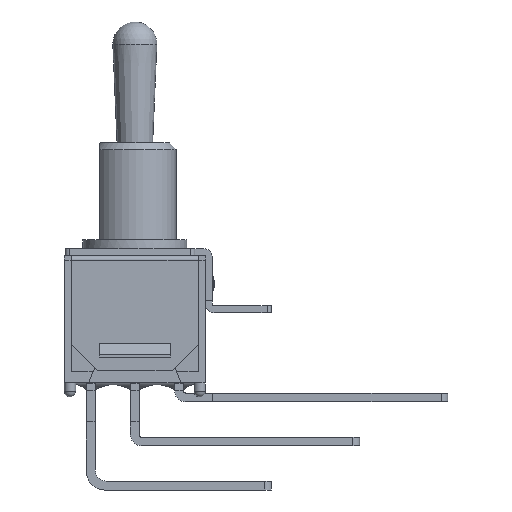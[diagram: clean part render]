
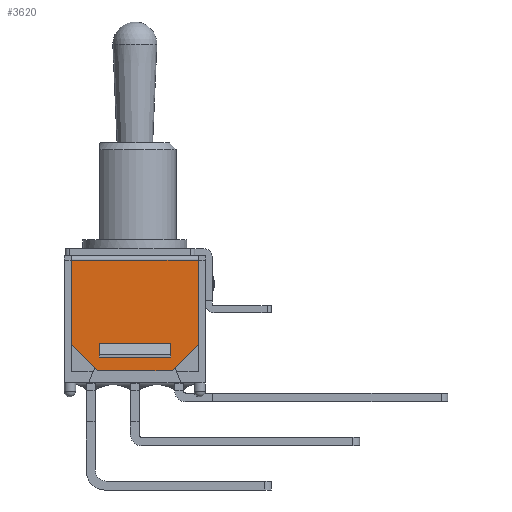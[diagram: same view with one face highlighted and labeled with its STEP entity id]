
A CAD part, front view. The second image highlights one B-rep face of the part: STEP entity #3620.
In plain terms, the highlighted planar face has unit normal (0, -1, 0).
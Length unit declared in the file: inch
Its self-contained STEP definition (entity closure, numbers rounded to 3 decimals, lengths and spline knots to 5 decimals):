
#36=FACE_BOUND('',#403,.T.);
#202=FACE_OUTER_BOUND('',#402,.T.);
#402=EDGE_LOOP('',(#2922,#2923,#2924,#2925,#2926,#2927));
#403=EDGE_LOOP('',(#2928,#2929,#2930,#2931,#2932,#2933));
#802=LINE('',#5787,#1222);
#830=LINE('',#5848,#1250);
#831=LINE('',#5852,#1251);
#832=LINE('',#5854,#1252);
#833=LINE('',#5856,#1253);
#834=LINE('',#5858,#1254);
#835=LINE('',#5859,#1255);
#836=LINE('',#5861,#1256);
#837=LINE('',#5863,#1257);
#838=LINE('',#5865,#1258);
#839=LINE('',#5867,#1259);
#840=LINE('',#5868,#1260);
#1222=VECTOR('',#4608,0.3937);
#1250=VECTOR('',#4658,0.3937);
#1251=VECTOR('',#4663,0.3937);
#1252=VECTOR('',#4664,0.3937);
#1253=VECTOR('',#4665,0.3937);
#1254=VECTOR('',#4666,0.3937);
#1255=VECTOR('',#4667,0.3937);
#1256=VECTOR('',#4668,0.3937);
#1257=VECTOR('',#4669,0.3937);
#1258=VECTOR('',#4670,0.3937);
#1259=VECTOR('',#4671,0.3937);
#1260=VECTOR('',#4672,0.3937);
#1624=VERTEX_POINT('',#5783);
#1626=VERTEX_POINT('',#5786);
#1647=VERTEX_POINT('',#5845);
#1648=VERTEX_POINT('',#5847);
#1649=VERTEX_POINT('',#5851);
#1650=VERTEX_POINT('',#5853);
#1651=VERTEX_POINT('',#5855);
#1652=VERTEX_POINT('',#5857);
#1653=VERTEX_POINT('',#5860);
#1654=VERTEX_POINT('',#5862);
#1655=VERTEX_POINT('',#5864);
#1656=VERTEX_POINT('',#5866);
#2069=EDGE_CURVE('',#1626,#1624,#802,.T.);
#2098=EDGE_CURVE('',#1647,#1648,#830,.T.);
#2100=EDGE_CURVE('',#1647,#1649,#831,.T.);
#2101=EDGE_CURVE('',#1649,#1650,#832,.T.);
#2102=EDGE_CURVE('',#1651,#1650,#833,.T.);
#2103=EDGE_CURVE('',#1651,#1652,#834,.T.);
#2104=EDGE_CURVE('',#1652,#1648,#835,.T.);
#2105=EDGE_CURVE('',#1653,#1624,#836,.T.);
#2106=EDGE_CURVE('',#1654,#1653,#837,.T.);
#2107=EDGE_CURVE('',#1655,#1654,#838,.T.);
#2108=EDGE_CURVE('',#1655,#1656,#839,.T.);
#2109=EDGE_CURVE('',#1656,#1626,#840,.T.);
#2922=ORIENTED_EDGE('',*,*,#2098,.F.);
#2923=ORIENTED_EDGE('',*,*,#2100,.T.);
#2924=ORIENTED_EDGE('',*,*,#2101,.T.);
#2925=ORIENTED_EDGE('',*,*,#2102,.F.);
#2926=ORIENTED_EDGE('',*,*,#2103,.T.);
#2927=ORIENTED_EDGE('',*,*,#2104,.T.);
#2928=ORIENTED_EDGE('',*,*,#2069,.T.);
#2929=ORIENTED_EDGE('',*,*,#2105,.F.);
#2930=ORIENTED_EDGE('',*,*,#2106,.F.);
#2931=ORIENTED_EDGE('',*,*,#2107,.F.);
#2932=ORIENTED_EDGE('',*,*,#2108,.T.);
#2933=ORIENTED_EDGE('',*,*,#2109,.T.);
#3434=PLANE('',#3916);
#3620=ADVANCED_FACE('',(#202,#36),#3434,.T.);
#3916=AXIS2_PLACEMENT_3D('',#5850,#4661,#4662);
#4608=DIRECTION('',(0.,0.,-1.));
#4658=DIRECTION('',(1.,0.,0.));
#4661=DIRECTION('center_axis',(0.,-1.,0.));
#4662=DIRECTION('ref_axis',(0.,0.,1.));
#4663=DIRECTION('',(0.,0.,-1.));
#4664=DIRECTION('',(0.707,0.,-0.707));
#4665=DIRECTION('',(-1.,0.,0.));
#4666=DIRECTION('',(0.707,0.,0.707));
#4667=DIRECTION('',(0.,0.,1.));
#4668=DIRECTION('',(0.,0.,1.));
#4669=DIRECTION('',(1.,0.,0.));
#4670=DIRECTION('',(0.,0.,-1.));
#4671=DIRECTION('',(0.,0.,1.));
#4672=DIRECTION('',(1.,0.,0.));
#5783=CARTESIAN_POINT('',(0.0813,-0.1,0.06443));
#5786=CARTESIAN_POINT('',(0.0813,-0.1,0.08976));
#5787=CARTESIAN_POINT('',(0.0813,-0.1,0.05866));
#5845=CARTESIAN_POINT('',(-0.1437,-0.1,0.27874));
#5847=CARTESIAN_POINT('',(0.1437,-0.1,0.27874));
#5848=CARTESIAN_POINT('',(0.08002,-0.1,0.27874));
#5850=CARTESIAN_POINT('Origin',(0.16004,-0.1,0.02756));
#5851=CARTESIAN_POINT('',(-0.1437,-0.1,0.08661));
#5852=CARTESIAN_POINT('',(-0.1437,-0.1,0.15315));
#5853=CARTESIAN_POINT('',(-0.08465,-0.1,0.02756));
#5854=CARTESIAN_POINT('',(-0.053,-0.1,-0.00408));
#5855=CARTESIAN_POINT('',(0.08465,-0.1,0.02756));
#5856=CARTESIAN_POINT('',(0.16004,-0.1,0.02756));
#5857=CARTESIAN_POINT('',(0.1437,-0.1,0.08661));
#5858=CARTESIAN_POINT('',(0.10349,-0.1,0.04641));
#5859=CARTESIAN_POINT('',(0.1437,-0.1,0.05709));
#5860=CARTESIAN_POINT('',(0.0813,-0.1,0.05827));
#5861=CARTESIAN_POINT('',(0.0813,-0.1,0.02913));
#5862=CARTESIAN_POINT('',(-0.0813,-0.1,0.05827));
#5863=CARTESIAN_POINT('',(0.03937,-0.1,0.05827));
#5864=CARTESIAN_POINT('',(-0.0813,-0.1,0.06443));
#5865=CARTESIAN_POINT('',(-0.0813,-0.1,0.04488));
#5866=CARTESIAN_POINT('',(-0.0813,-0.1,0.08976));
#5867=CARTESIAN_POINT('',(-0.0813,-0.1,0.04291));
#5868=CARTESIAN_POINT('',(0.03937,-0.1,0.08976));
